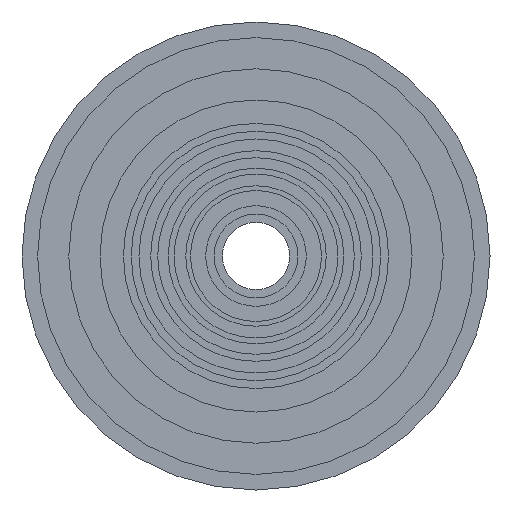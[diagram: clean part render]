
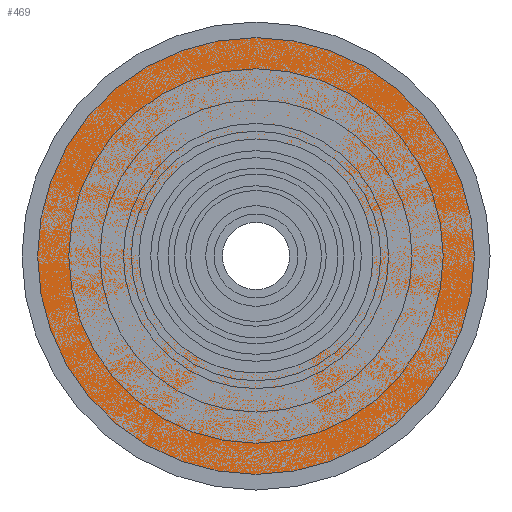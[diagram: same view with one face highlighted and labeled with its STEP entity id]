
A CAD part, front view. The second image highlights one B-rep face of the part: STEP entity #469.
In plain terms, the highlighted planar face has unit normal (0, -1, 0).
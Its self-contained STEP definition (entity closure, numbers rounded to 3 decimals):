
#87=FACE_BOUND('',#178,.T.);
#103=PLANE('',#634);
#133=FACE_OUTER_BOUND('',#177,.T.);
#177=EDGE_LOOP('',(#411));
#178=EDGE_LOOP('',(#412));
#243=CIRCLE('',#629,7.5);
#246=CIRCLE('',#633,14.);
#275=VERTEX_POINT('',#924);
#278=VERTEX_POINT('',#932);
#319=EDGE_CURVE('',#275,#275,#243,.T.);
#324=EDGE_CURVE('',#278,#278,#246,.F.);
#411=ORIENTED_EDGE('',*,*,#324,.T.);
#412=ORIENTED_EDGE('',*,*,#319,.T.);
#469=ADVANCED_FACE('',(#133,#87),#103,.T.);
#629=AXIS2_PLACEMENT_3D('',#925,#779,#780);
#633=AXIS2_PLACEMENT_3D('',#934,#789,#790);
#634=AXIS2_PLACEMENT_3D('',#935,#791,#792);
#779=DIRECTION('center_axis',(0.,1.,0.));
#780=DIRECTION('ref_axis',(1.,0.,0.));
#789=DIRECTION('center_axis',(0.,1.,0.));
#790=DIRECTION('ref_axis',(1.,0.,0.));
#791=DIRECTION('center_axis',(0.,-1.,0.));
#792=DIRECTION('ref_axis',(-1.,0.,0.));
#924=CARTESIAN_POINT('',(-7.5,0.,0.));
#925=CARTESIAN_POINT('Origin',(0.,0.,0.));
#932=CARTESIAN_POINT('',(-14.,0.,0.));
#934=CARTESIAN_POINT('Origin',(0.,0.,0.));
#935=CARTESIAN_POINT('Origin',(0.,0.,0.));
